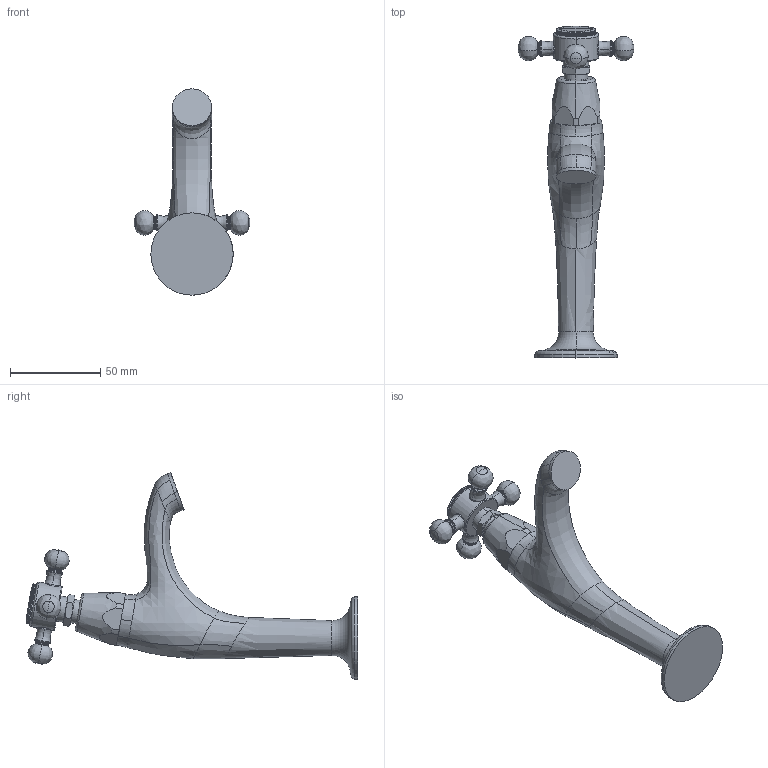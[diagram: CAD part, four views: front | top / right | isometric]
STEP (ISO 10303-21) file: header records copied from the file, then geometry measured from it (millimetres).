
FILE_DESCRIPTION((''),'2;1');
FILE_NAME('VLV095CR','2021-11-11T08:42:44',('ut3'),('PAFFONI SpA'),'CREO PARAMETRIC BY PTC INC, 2020044','CREO PARAMETRIC BY PTC INC, 2020044','');
FILE_SCHEMA(('CONFIG_CONTROL_DESIGN','SHAPE_APPEARANCE_LAYERS_GROUPS'));
Length unit declared in the file: millimetre
Products named in the file (1): VLV095CR
Bounding box: 64.07 x 183.56 x 114.12 mm (x, y, z)
Volume: 122642 mm3; surface area: 24853.7 mm2
Topology: 1 solids, 1 shells, 483 faces, 1305 edges, 826 vertices
Faces by surface type: plane 236, cylinder 142, torus 44, bspline 35, cone 16, sphere 10
Entity records: 24769 total; most frequent: CARTESIAN_POINT 9185, ORIENTED_EDGE 2590, DIRECTION 2268, EDGE_CURVE 1295, AXIS2_PLACEMENT_3D 849, VERTEX_POINT 826, FILL_AREA_STYLE_COLOUR 582, FILL_AREA_STYLE 582
